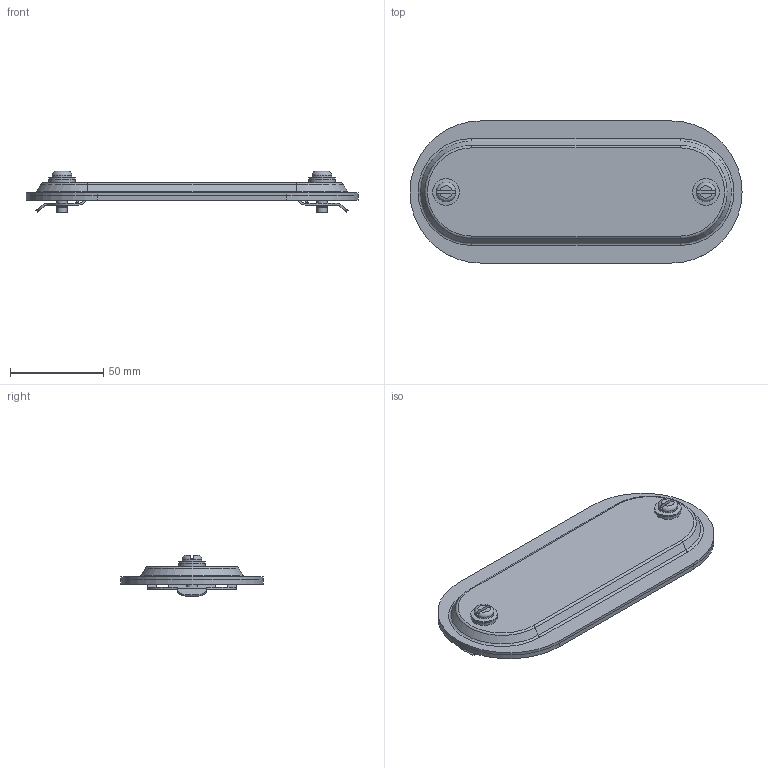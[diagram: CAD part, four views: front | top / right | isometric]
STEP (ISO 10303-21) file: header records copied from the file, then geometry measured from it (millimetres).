
FILE_DESCRIPTION(/* description */ (''),/* implementation_level */ '2;1');
FILE_NAME(/* name */ 'KIL_670G.stp',/* time_stamp */ '2019-10-16T19:14:57+06:00',/* author */ ('kr'),/* organization */ (''),/* preprocessor_version */ 'ST-DEVELOPER v16.13',/* originating_system */ 'Autodesk Inventor 2018',/* authorisation */ '');
FILE_SCHEMA (('AUTOMOTIVE_DESIGN { 1 0 10303 214 3 1 1 }'));
Length unit declared in the file: inch
Products named in the file (6): 670GSA; 670SA; 18395; 18038; SEE NX 18023.PRT; 17719-2
Assembly tree (7 placements, depth 3):
  670GSA
    670SA
      18395
      18038  x2
      SEE NX 18023.PRT  x2
    17719-2
Bounding box: 177.8 x 76.2 x 22.06 mm (x, y, z)
Volume: 46815.6 mm3; surface area: 55381.5 mm2
Topology: 10 solids, 10 shells, 246 faces, 624 edges, 392 vertices
Faces by surface type: plane 108, cylinder 90, bspline 24, cone 12, torus 12
Full cylindrical faces by diameter (mm): 4.216 x2, 5.08 x2, 5.486 x2, 5.842 x2, 6.096 x2, 6.147 x2, 10.566 x2, 14.021 x2, 14.275 x2
Entity records: 5214 total; most frequent: CARTESIAN_POINT 1258, DIRECTION 784, ORIENTED_EDGE 760, EDGE_CURVE 380, AXIS2_PLACEMENT_3D 298, VERTEX_POINT 250, EDGE_LOOP 196, LINE 188
